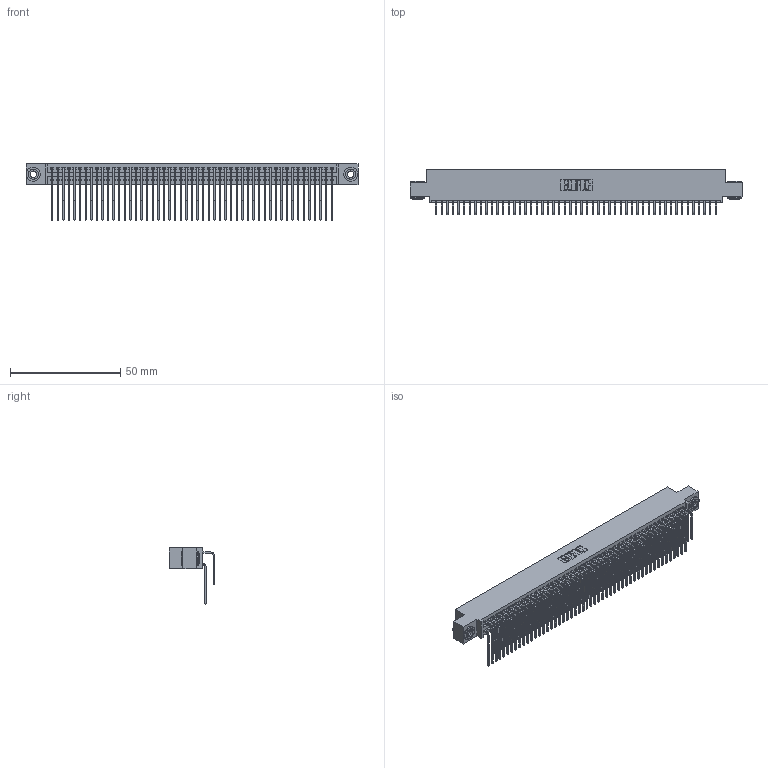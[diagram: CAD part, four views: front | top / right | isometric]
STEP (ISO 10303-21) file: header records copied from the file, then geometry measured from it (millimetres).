
FILE_DESCRIPTION (( 'STEP AP203' ), '1' );
FILE_NAME ('395-102-559-503.STEP', '2019-10-26T19:31:53', ( '' ), ( '' ), 'SwSTEP 2.0', 'SolidWorks 2016', '' );
FILE_SCHEMA (( 'CONFIG_CONTROL_DESIGN' ));
Length unit declared in the file: inch
Products named in the file (5): 395-102-559-503; 345 Part_0.110 Offset - 0.156 Dia-TH; 345-292-001_558 559 Tail - 1; 345-292-001_559 Tail - 2; 345-250-002_345-250-002-102
Assembly tree (105 placements, depth 2):
  395-102-559-503
    345 Part_0.110 Offset - 0.156 Dia-TH
    345-292-001_558 559 Tail - 1  x51
    345-292-001_559 Tail - 2  x51
    345-250-002_345-250-002-102  x2
Bounding box: 150.75 x 20.56 x 25.53 mm (x, y, z)
Volume: 15261.9 mm3; surface area: 25798.6 mm2
Topology: 105 solids, 105 shells, 5472 faces, 16239 edges, 10686 vertices
Faces by surface type: plane 3664, cylinder 1800, cone 8
Entity records: 41238 total; most frequent: CARTESIAN_POINT 6926, ORIENTED_EDGE 6802, DIRECTION 6099, EDGE_CURVE 3401, VECTOR 3001, LINE 3001, VERTEX_POINT 2262, AXIS2_PLACEMENT_3D 1549
